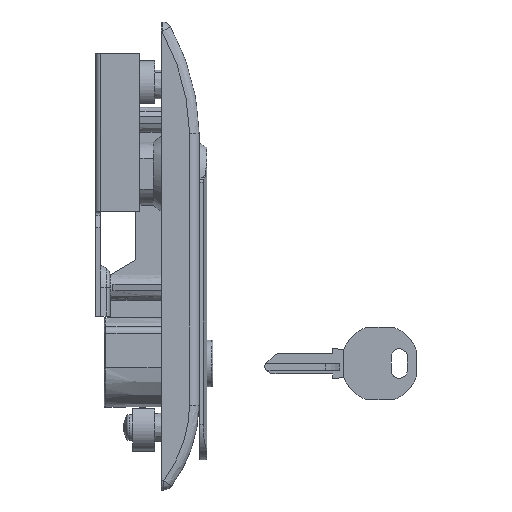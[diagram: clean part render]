
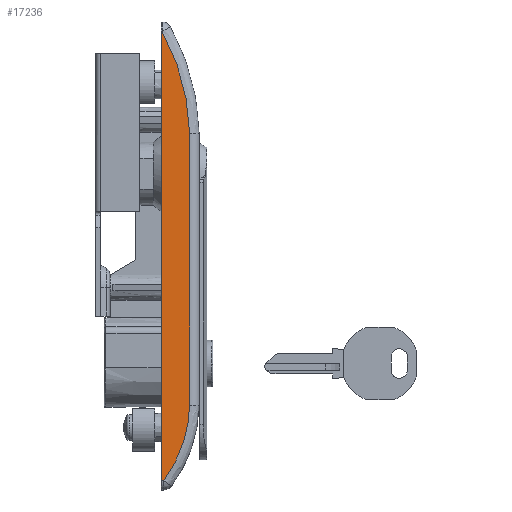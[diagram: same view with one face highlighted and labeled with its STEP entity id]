
A CAD part, left-side view. The second image highlights one B-rep face of the part: STEP entity #17236.
In plain terms, the highlighted free-form (B-spline) face has degree [1, 1] with [2, 2] control points.
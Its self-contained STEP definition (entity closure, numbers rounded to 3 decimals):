
#13310=CARTESIAN_POINT('',(-18.,0.,-125.25));
#13311=VERTEX_POINT('',#13310);
#13332=CARTESIAN_POINT('',(-18.,-0.873,-125.25));
#13333=VERTEX_POINT('',#13332);
#13347=CARTESIAN_POINT('',(-18.,0.,-125.25));
#13348=CARTESIAN_POINT('',(-18.,-0.873,-125.25));
#13349=QUASI_UNIFORM_CURVE('',1,(#13347,#13348),.UNSPECIFIED.,.F.,.U.);
#13350=EDGE_CURVE('',#13311,#13333,#13349,.T.);
#13446=CARTESIAN_POINT('',(-18.,-9.05,-101.397));
#13447=VERTEX_POINT('',#13446);
#13489=CARTESIAN_POINT('',(-18.,-0.873,-125.25));
#13490=CARTESIAN_POINT('',(-18.,-8.756,-114.624));
#13491=CARTESIAN_POINT('',(-18.,-9.05,-101.397));
#13499=(BOUNDED_CURVE()B_SPLINE_CURVE(2,(#13489,#13490,#13491),.UNSPECIFIED.,.F.,.U.)CURVE()GEOMETRIC_REPRESENTATION_ITEM()QUASI_UNIFORM_CURVE()RATIONAL_B_SPLINE_CURVE((1.0,0.953,1.0))REPRESENTATION_ITEM(''));
#13500=EDGE_CURVE('',#13333,#13447,#13499,.T.);
#13521=CARTESIAN_POINT('',(-18.,-9.05,-15.603));
#13522=VERTEX_POINT('',#13521);
#13564=CARTESIAN_POINT('',(-18.,-9.05,-101.397));
#13565=CARTESIAN_POINT('',(-18.,-9.05,-15.603));
#13566=QUASI_UNIFORM_CURVE('',1,(#13564,#13565),.UNSPECIFIED.,.F.,.U.);
#13567=EDGE_CURVE('',#13447,#13522,#13566,.T.);
#13597=CARTESIAN_POINT('',(-18.,-0.31,16.75));
#13598=VERTEX_POINT('',#13597);
#13635=CARTESIAN_POINT('',(-18.,-9.05,-15.603));
#13636=CARTESIAN_POINT('',(-18.,-8.699,1.659));
#13637=CARTESIAN_POINT('',(-18.,-0.31,16.75));
#13645=(BOUNDED_CURVE()B_SPLINE_CURVE(2,(#13635,#13636,#13637),.UNSPECIFIED.,.F.,.U.)CURVE()GEOMETRIC_REPRESENTATION_ITEM()QUASI_UNIFORM_CURVE()RATIONAL_B_SPLINE_CURVE((1.0,0.97,1.0))REPRESENTATION_ITEM(''));
#13646=EDGE_CURVE('',#13522,#13598,#13645,.T.);
#13790=CARTESIAN_POINT('',(-18.,0.,16.75));
#13791=VERTEX_POINT('',#13790);
#13809=CARTESIAN_POINT('',(-18.,-0.31,16.75));
#13810=CARTESIAN_POINT('',(-18.,0.,16.75));
#13811=QUASI_UNIFORM_CURVE('',1,(#13809,#13810),.UNSPECIFIED.,.F.,.U.);
#13812=EDGE_CURVE('',#13598,#13791,#13811,.T.);
#17219=CARTESIAN_POINT('',(-18.,-9.502,23.843));
#17220=CARTESIAN_POINT('',(-18.,0.452,23.843));
#17221=CARTESIAN_POINT('',(-18.,-9.502,-132.343));
#17222=CARTESIAN_POINT('',(-18.,0.452,-132.343));
#17223=B_SPLINE_SURFACE_WITH_KNOTS('',1,1,((#17219,#17221),(#17220,#17222)),.UNSPECIFIED.,.F.,.F.,.U.,(2,2),(2,2),(0.0,9.954),(0.0,156.186),.UNSPECIFIED.);
#17224=ORIENTED_EDGE('',*,*,#13350,.T.);
#17225=ORIENTED_EDGE('',*,*,#13500,.T.);
#17226=ORIENTED_EDGE('',*,*,#13567,.T.);
#17227=ORIENTED_EDGE('',*,*,#13646,.T.);
#17228=ORIENTED_EDGE('',*,*,#13812,.T.);
#17229=CARTESIAN_POINT('',(-18.,0.,16.75));
#17230=CARTESIAN_POINT('',(-18.,0.,-125.25));
#17231=QUASI_UNIFORM_CURVE('',1,(#17229,#17230),.UNSPECIFIED.,.F.,.U.);
#17232=EDGE_CURVE('',#13791,#13311,#17231,.T.);
#17233=ORIENTED_EDGE('',*,*,#17232,.T.);
#17234=EDGE_LOOP('',(#17224,#17225,#17226,#17227,#17228,#17233));
#17235=FACE_OUTER_BOUND('',#17234,.T.);
#17236=ADVANCED_FACE('',(#17235),#17223,.T.);
